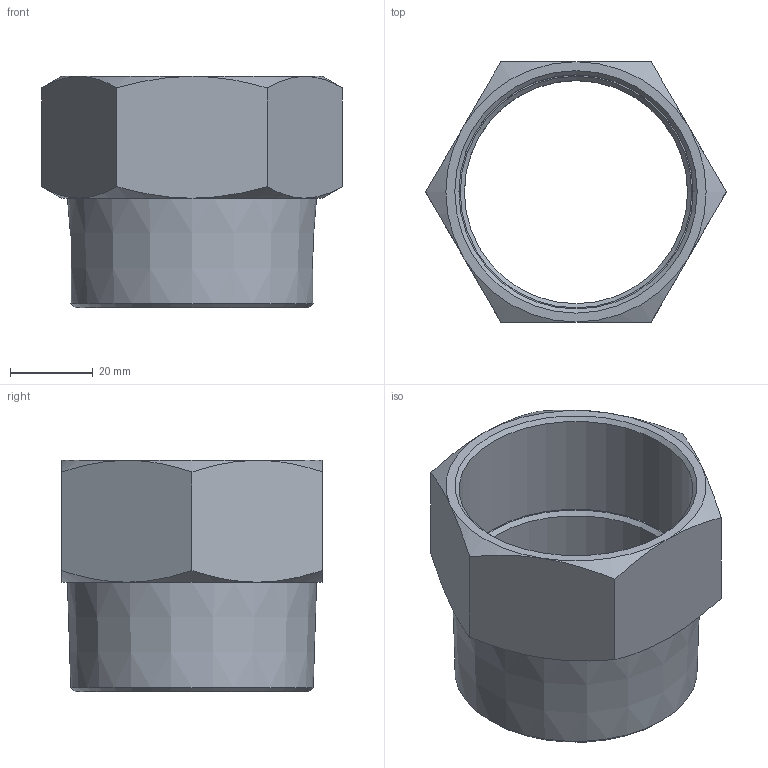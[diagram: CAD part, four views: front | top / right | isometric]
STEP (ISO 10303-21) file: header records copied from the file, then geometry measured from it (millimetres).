
FILE_DESCRIPTION(/* description */ (''),/* implementation_level */ '2;1');
FILE_NAME(/* name */ '3D_R422-DN50_172482540.stp',/* time_stamp */ '2021-07-26T09:50:37+02:00',/* author */ ('cad'),/* organization */ (''),/* preprocessor_version */ 'ST-DEVELOPER v18.1',/* originating_system */ 'Autodesk Inventor 2022',/* authorisation */ '');
FILE_SCHEMA (('AUTOMOTIVE_DESIGN { 1 0 10303 214 3 1 1 }'));
Length unit declared in the file: millimetre
Products named in the file (1): 3D_R422-DN50_172482540
Bounding box: 72.75 x 63 x 56 mm (x, y, z)
Volume: 39675.8 mm3; surface area: 22625.6 mm2
Topology: 1 solids, 1 shells, 28 faces, 59 edges, 35 vertices
Faces by surface type: cone 16, plane 10, cylinder 2
Full cylindrical faces by diameter (mm): 54 x1, 56.656 x1
Entity records: 763 total; most frequent: CARTESIAN_POINT 171, ORIENTED_EDGE 118, DIRECTION 116, EDGE_CURVE 59, AXIS2_PLACEMENT_3D 52, VERTEX_POINT 35, EDGE_LOOP 32, FACE_OUTER_BOUND 28
